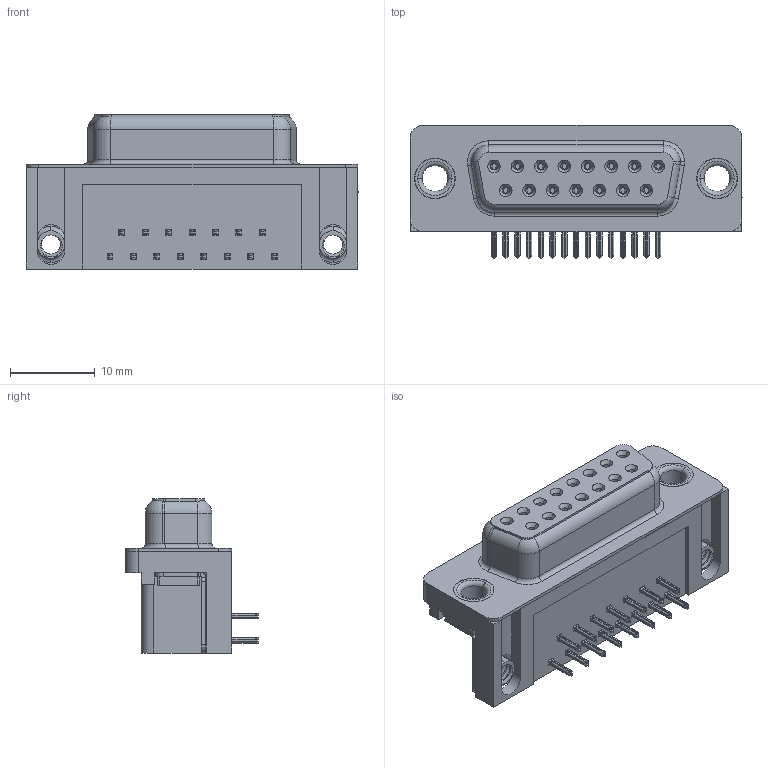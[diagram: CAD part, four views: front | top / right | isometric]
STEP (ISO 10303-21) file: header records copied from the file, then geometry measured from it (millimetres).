
FILE_DESCRIPTION (( 'STEP AP203' ), '1' );
FILE_NAME ('622-015-360-051.STEP', '2019-11-19T23:34:17', ( '' ), ( '' ), 'SwSTEP 2.0', 'SolidWorks 2016', '' );
FILE_SCHEMA (( 'CONFIG_CONTROL_DESIGN' ));
Length unit declared in the file: millimetre
Products named in the file (7): 622-015-360-051; 622 Socket Bottom; 622 Contact Top; 622 Thru Hole Rivet; 622 4-40 Threaded Board Mount; 622 Shell_15 Socket; 622 Housing_15 Socket
Assembly tree (21 placements, depth 2):
  622-015-360-051
    622 Housing_15 Socket
    622 Shell_15 Socket
    622 Socket Bottom  x7
    622 Contact Top  x8
    622 4-40 Threaded Board Mount  x2
    622 Thru Hole Rivet  x2
Bounding box: 39.22 x 15.73 x 18.2 mm (x, y, z)
Volume: 5187.2 mm3; surface area: 6771.5 mm2
Topology: 21 solids, 21 shells, 2417 faces, 6338 edges, 3980 vertices
Faces by surface type: plane 1074, cylinder 599, bspline 518, cone 180, torus 46
Entity records: 26060 total; most frequent: CARTESIAN_POINT 8664, ORIENTED_EDGE 3506, DIRECTION 3147, EDGE_CURVE 1753, VERTEX_POINT 1116, LINE 1077, VECTOR 1077, AXIS2_PLACEMENT_3D 1035
